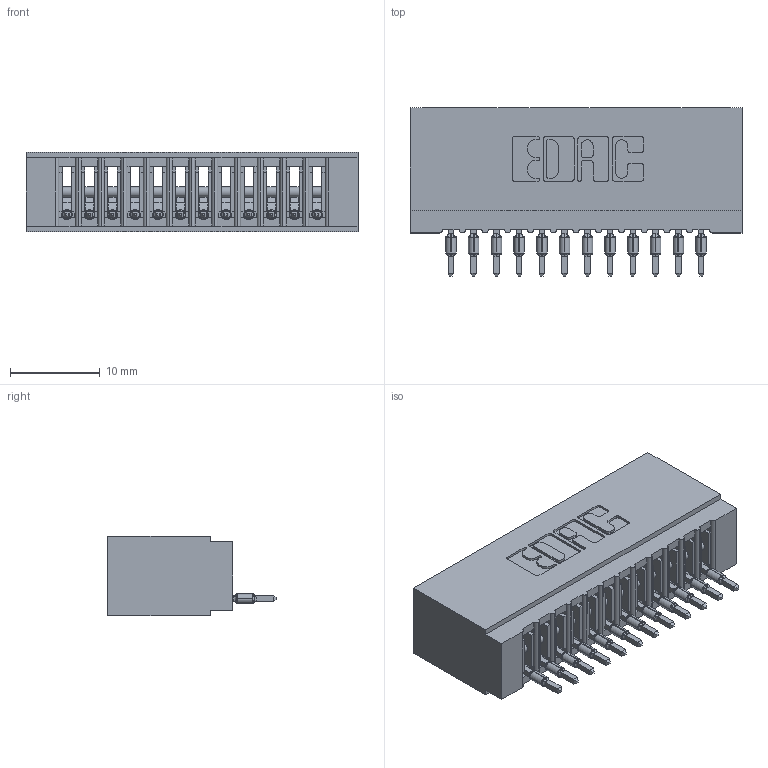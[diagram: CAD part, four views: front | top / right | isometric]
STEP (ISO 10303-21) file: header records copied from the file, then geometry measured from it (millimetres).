
FILE_DESCRIPTION (( 'STEP AP203' ), '1' );
FILE_NAME ('725-012-520-101.STEP', '2026-03-05T20:46:30', ( '' ), ( '' ), 'SwSTEP 2.0', 'SolidWorks 2023', '' );
FILE_SCHEMA (( 'CONFIG_CONTROL_DESIGN' ));
Length unit declared in the file: millimetre
Products named in the file (3): 725 Part_Insulator Option - 01; 725-012-520-101; 745-292-001_520
Assembly tree (13 placements, depth 2):
  725-012-520-101
    725 Part_Insulator Option - 01
    745-292-001_520  x12
Bounding box: 37.08 x 18.8 x 8.89 mm (x, y, z)
Volume: 2961.6 mm3; surface area: 5070.6 mm2
Topology: 13 solids, 13 shells, 1439 faces, 3950 edges, 2496 vertices
Faces by surface type: plane 859, cylinder 268, bspline 240, torus 72
Entity records: 23878 total; most frequent: CARTESIAN_POINT 4707, ORIENTED_EDGE 4094, DIRECTION 3581, EDGE_CURVE 2047, LINE 1793, VECTOR 1793, VERTEX_POINT 1308, AXIS2_PLACEMENT_3D 894
